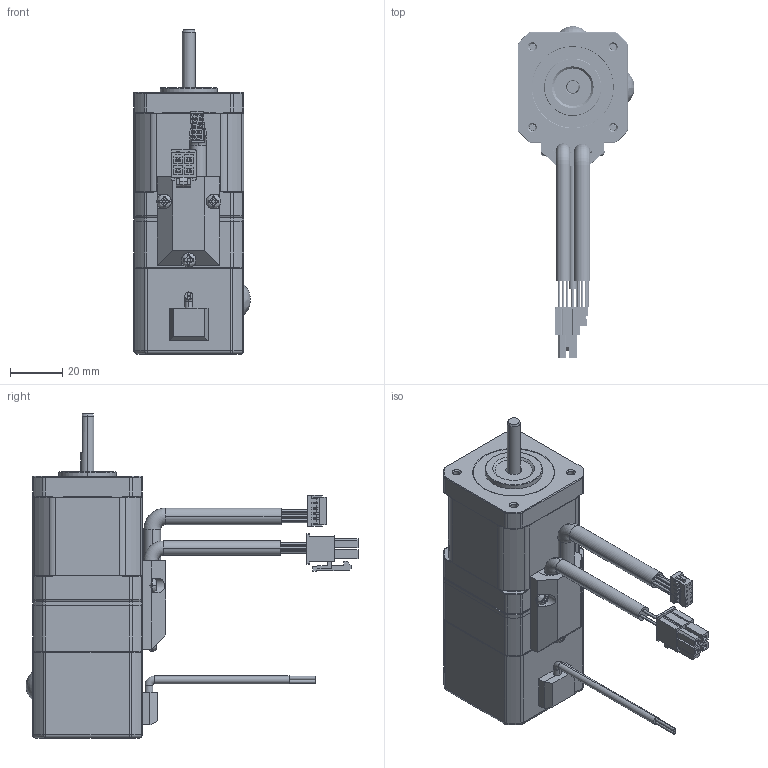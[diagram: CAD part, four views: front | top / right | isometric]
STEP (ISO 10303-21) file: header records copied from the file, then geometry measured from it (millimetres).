
FILE_DESCRIPTION((''),'2;1');
FILE_NAME('MT17HE19020H401_ASM','2023-06-14T10:08:09',('Edison'),(''),'CREO PARAMETRIC BY PTC INC, 2017260','CREO PARAMETRIC BY PTC INC, 2017260','');
FILE_SCHEMA(('CONFIG_CONTROL_DESIGN'));
Products named in the file (54): DF11-10DS-2C_1; 16-406-7742-_16-400001_1; 16-401-1542-_16-400001_1; M2_5-16-170700001_1; M2_5-16-254680001_1; 37-009_-1-SOLI00_1; M3-6-423310001_1; M3-60001_1; 37-009-1_-1-SOLI00_1; 37-005__42-662630001_1; 16-036-542-747190001_1; 16-036-542-767980001_1; M3-60002_1; 37-005__42-887450001_1; _1-SO0001_1; _1-SO0002_1; 55E1000-320_42_1000001_ASM_1_ASM; M3-43_5__M3-43_50001_1; 039012040_1; BWW-62511625_BWW-60001_1_1; AWG22_00_1; 625ZZ-Z4_625ZZ-Z40001_1; 11-449-XXX_1; ETW-4E_ETW-4E0001_1; 42_5-3_0_5-3_0420001_1; 449-XXX-X_ASM_1_ASM; 42_AWG24_420001_1; _3-37600001_1; _-135960001_1; _-359970001_1; _3-409090001_1; _-479060001_1; _-549430001_1; _-613440001_1; _-627510001_1; _-697930001_1; _3-719710001_1; _-732820001_1; _-852110001_1; _000_1 ...
Assembly tree (57 placements, depth 6):
  MT17HE19020H401_ASM
    MT17HE19020H401_ASM_1_ASM
      DW17-420M-E1000_1_ASM_1_ASM
        DF11-10DS-2C_1
        16-406-7742-_16-400001_1
        16-401-1542-_16-400001_1
        55E1000-320_42_1000001_ASM_1_ASM
          M2_5-16-170700001_1
          M2_5-16-254680001_1
          37-009_-1-SOLI00_1
          M3-6-423310001_1
          M3-60001_1
          37-009-1_-1-SOLI00_1
          37-005__42-662630001_1
          16-036-542-747190001_1
          16-036-542-767980001_1
          M3-60002_1
          37-005__42-887450001_1
          _1-SO0001_1
          _1-SO0002_1
        M3-43_5__M3-43_50001_1  x4
        039012040_1
        BWW-62511625_BWW-60001_1_1
        AWG22_00_1
        449-XXX-X_ASM_1_ASM
          625ZZ-Z4_625ZZ-Z40001_1  x2
          11-449-XXX_1
          ETW-4E_ETW-4E0001_1
          42_5-3_0_5-3_0420001_1
        42_AWG24_420001_1
        D449-XXX_ASM_1_ASM
          65-02142_65-021420001_ASM_1_ASM
            _3-37600001_1
            _-135960001_1
            _-359970001_1
            _3-409090001_1
            _-479060001_1
            _-549430001_1
            _-613440001_1
            _-627510001_1
            _-697930001_1
            _3-719710001_1
            _-732820001_1
            _-852110001_1
            _000_1
          42HX-15_42HX-15_ASM_1_ASM
            _51940001_1
            _458580001_1
            _1-493570001_1
            _-0001_1
            _1-817130001_1
          17-401-0442-30-1_80001_1
          42HB-15_42HB-15_1
        42_420002_1
Bounding box: 44.7 x 127.47 x 124.6 mm (x, y, z)
Volume: 91074.1 mm3; surface area: 96396.7 mm2
Topology: 50 solids, 50 shells, 3724 faces, 10488 edges, 6779 vertices
Faces by surface type: plane 1726, cylinder 1517, torus 202, cone 138, sphere 98, extrusion 27, bspline 16
Entity records: 120166 total; most frequent: CARTESIAN_POINT 31233, DIRECTION 18939, ORIENTED_EDGE 18464, EDGE_CURVE 9232, AXIS2_PLACEMENT_3D 6733, VERTEX_POINT 6042, VECTOR 5473, LINE 5446
